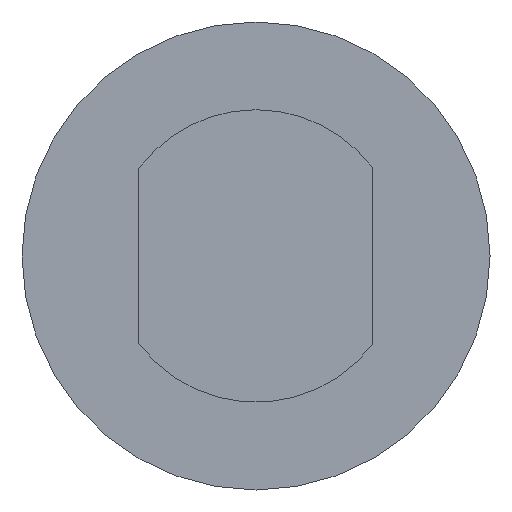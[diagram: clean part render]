
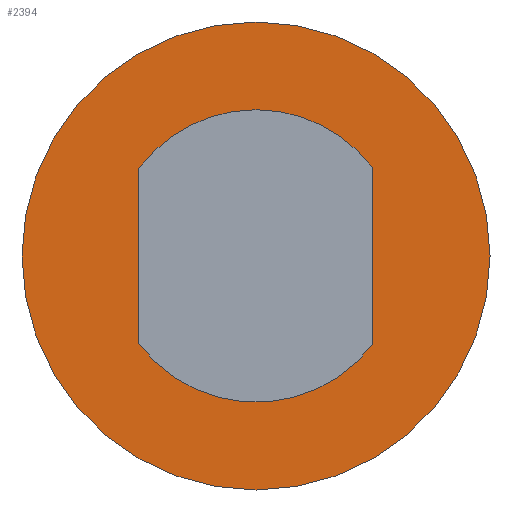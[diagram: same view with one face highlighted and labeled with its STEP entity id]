
A CAD part, front view. The second image highlights one B-rep face of the part: STEP entity #2394.
In plain terms, the highlighted planar face has unit normal (0, -1, 0).
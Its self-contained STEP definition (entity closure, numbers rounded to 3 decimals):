
#126 = DIRECTION ( 'NONE',  ( 0., 0., -1. ) ) ;
#130 = EDGE_LOOP ( 'NONE', ( #1085, #992 ) ) ;
#204 = EDGE_CURVE ( 'NONE', #1896, #2374, #396, .T. ) ;
#258 = EDGE_CURVE ( 'NONE', #1408, #529, #771, .T. ) ;
#269 = ORIENTED_EDGE ( 'NONE', *, *, #1182, .F. ) ;
#280 = DIRECTION ( 'NONE',  ( 0., 0., -1. ) ) ;
#297 = VECTOR ( 'NONE', #731, 1000. ) ;
#343 = DIRECTION ( 'NONE',  ( 0., -1., 0. ) ) ;
#362 = CARTESIAN_POINT ( 'NONE',  ( 0., -15., 0. ) ) ;
#396 = CIRCLE ( 'NONE', #955, 10. ) ;
#413 = FACE_BOUND ( 'NONE', #805, .T. ) ;
#444 = CIRCLE ( 'NONE', #2199, 16. ) ;
#511 = PLANE ( 'NONE',  #932 ) ;
#525 = EDGE_CURVE ( 'NONE', #2406, #614, #444, .T. ) ;
#529 = VERTEX_POINT ( 'NONE', #2355 ) ;
#548 = CARTESIAN_POINT ( 'NONE',  ( 8., -15., 6. ) ) ;
#554 = DIRECTION ( 'NONE',  ( 0., -1., 0. ) ) ;
#558 = ORIENTED_EDGE ( 'NONE', *, *, #1315, .F. ) ;
#580 = EDGE_CURVE ( 'NONE', #529, #1022, #2270, .T. ) ;
#614 = VERTEX_POINT ( 'NONE', #2230 ) ;
#646 = ORIENTED_EDGE ( 'NONE', *, *, #204, .F. ) ;
#692 = CARTESIAN_POINT ( 'NONE',  ( 0., -15., 16. ) ) ;
#700 = CARTESIAN_POINT ( 'NONE',  ( -8., -15., 6. ) ) ;
#731 = DIRECTION ( 'NONE',  ( 0., 0., 1. ) ) ;
#744 = AXIS2_PLACEMENT_3D ( 'NONE', #1140, #554, #126 ) ;
#771 = CIRCLE ( 'NONE', #1363, 10. ) ;
#805 = EDGE_LOOP ( 'NONE', ( #558, #646, #269, #1214, #1566 ) ) ;
#837 = LINE ( 'NONE', #2493, #297 ) ;
#869 = CARTESIAN_POINT ( 'NONE',  ( -8., -15., -6. ) ) ;
#872 = LINE ( 'NONE', #700, #2157 ) ;
#889 = CARTESIAN_POINT ( 'NONE',  ( 8., -15., -6. ) ) ;
#901 = CARTESIAN_POINT ( 'NONE',  ( -8., -15., 6. ) ) ;
#908 = CARTESIAN_POINT ( 'NONE',  ( 0., -15., 0. ) ) ;
#932 = AXIS2_PLACEMENT_3D ( 'NONE', #908, #1504, #1322 ) ;
#955 = AXIS2_PLACEMENT_3D ( 'NONE', #362, #2366, #1780 ) ;
#992 = ORIENTED_EDGE ( 'NONE', *, *, #1410, .T. ) ;
#1022 = VERTEX_POINT ( 'NONE', #901 ) ;
#1085 = ORIENTED_EDGE ( 'NONE', *, *, #525, .T. ) ;
#1140 = CARTESIAN_POINT ( 'NONE',  ( 0., -15., 0. ) ) ;
#1155 = DIRECTION ( 'NONE',  ( 0., 0., -1. ) ) ;
#1182 = EDGE_CURVE ( 'NONE', #1022, #1896, #872, .T. ) ;
#1214 = ORIENTED_EDGE ( 'NONE', *, *, #580, .F. ) ;
#1315 = EDGE_CURVE ( 'NONE', #2374, #1408, #837, .T. ) ;
#1322 = DIRECTION ( 'NONE',  ( 0., 0., -1. ) ) ;
#1363 = AXIS2_PLACEMENT_3D ( 'NONE', #2108, #2494, #280 ) ;
#1365 = FACE_OUTER_BOUND ( 'NONE', #130, .T. ) ;
#1408 = VERTEX_POINT ( 'NONE', #548 ) ;
#1410 = EDGE_CURVE ( 'NONE', #614, #2406, #1927, .T. ) ;
#1504 = DIRECTION ( 'NONE',  ( 0., -1., 0. ) ) ;
#1562 = CARTESIAN_POINT ( 'NONE',  ( 0., -15., 0. ) ) ;
#1566 = ORIENTED_EDGE ( 'NONE', *, *, #258, .F. ) ;
#1780 = DIRECTION ( 'NONE',  ( 0., 0., -1. ) ) ;
#1896 = VERTEX_POINT ( 'NONE', #869 ) ;
#1918 = DIRECTION ( 'NONE',  ( 0., 0., -1. ) ) ;
#1927 = CIRCLE ( 'NONE', #744, 16. ) ;
#1955 = DIRECTION ( 'NONE',  ( 0., -1., 0. ) ) ;
#2043 = AXIS2_PLACEMENT_3D ( 'NONE', #1562, #1955, #2247 ) ;
#2108 = CARTESIAN_POINT ( 'NONE',  ( 0., -15., 0. ) ) ;
#2157 = VECTOR ( 'NONE', #1918, 1000. ) ;
#2199 = AXIS2_PLACEMENT_3D ( 'NONE', #2361, #343, #1155 ) ;
#2230 = CARTESIAN_POINT ( 'NONE',  ( 0., -15., -16. ) ) ;
#2247 = DIRECTION ( 'NONE',  ( 0., 0., -1. ) ) ;
#2270 = CIRCLE ( 'NONE', #2043, 10. ) ;
#2355 = CARTESIAN_POINT ( 'NONE',  ( 0., -15., 10. ) ) ;
#2361 = CARTESIAN_POINT ( 'NONE',  ( 0., -15., 0. ) ) ;
#2366 = DIRECTION ( 'NONE',  ( 0., -1., 0. ) ) ;
#2374 = VERTEX_POINT ( 'NONE', #889 ) ;
#2394 = ADVANCED_FACE ( 'NONE', ( #1365, #413 ), #511, .T. ) ;
#2406 = VERTEX_POINT ( 'NONE', #692 ) ;
#2493 = CARTESIAN_POINT ( 'NONE',  ( 8., -15., 6. ) ) ;
#2494 = DIRECTION ( 'NONE',  ( 0., -1., 0. ) ) ;
